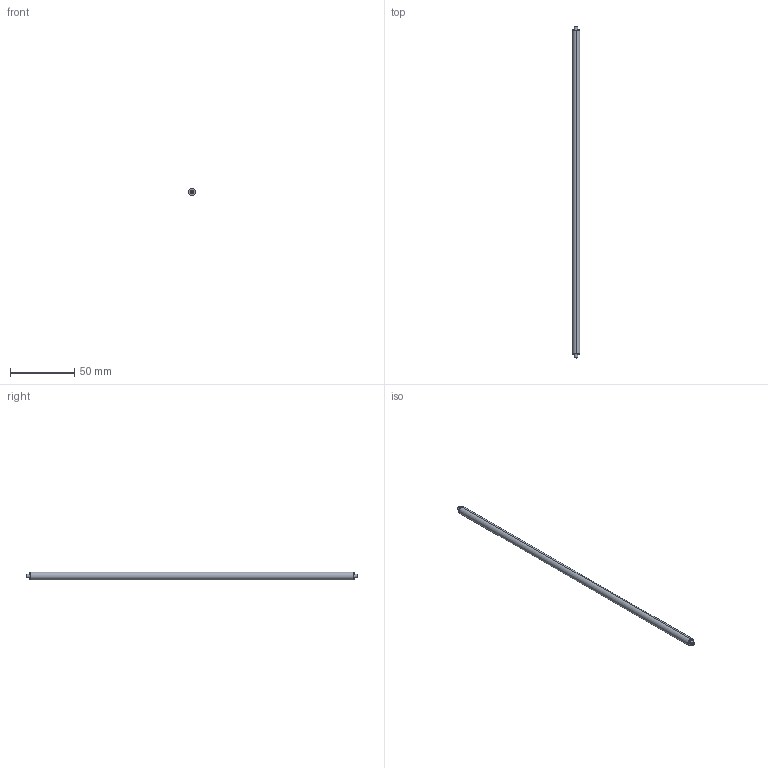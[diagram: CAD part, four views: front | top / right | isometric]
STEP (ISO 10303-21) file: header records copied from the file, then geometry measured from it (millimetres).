
FILE_DESCRIPTION (( 'STEP AP214' ), '1' );
FILE_NAME ('19229-E0W.STEP', '2009-01-27T13:23:09', ( '' ), ( '' ), 'SwSTEP 2.0', 'SolidWorks 2007', '' );
FILE_SCHEMA (( 'AUTOMOTIVE_DESIGN' ));
Length unit declared in the file: millimetre
Products named in the file (1): 19229-E0W
Bounding box: 5.99 x 259.08 x 5.99 mm (x, y, z)
Volume: 7192 mm3; surface area: 5054.5 mm2
Topology: 3 solids, 3 shells, 62 faces, 130 edges, 74 vertices
Faces by surface type: plane 32, cone 20, cylinder 10
Entity records: 2309 total; most frequent: DIRECTION 288, CARTESIAN_POINT 263, ORIENTED_EDGE 252, EDGE_CURVE 126, AXIS2_PLACEMENT_3D 99, VECTOR 90, LINE 90, VERTEX_POINT 74
